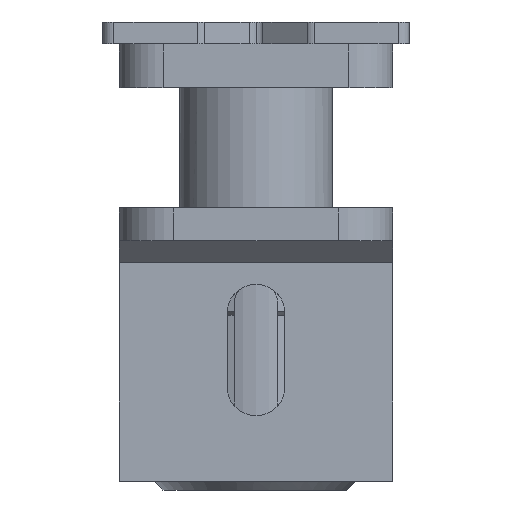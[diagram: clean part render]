
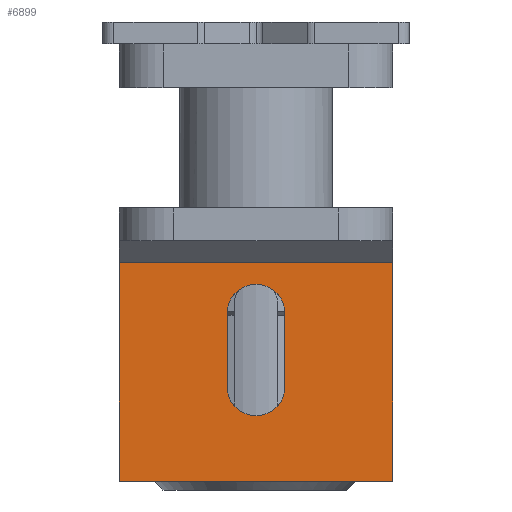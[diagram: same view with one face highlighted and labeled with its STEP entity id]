
A CAD part, front view. The second image highlights one B-rep face of the part: STEP entity #6899.
In plain terms, the highlighted planar face has unit normal (0, -1, 0).
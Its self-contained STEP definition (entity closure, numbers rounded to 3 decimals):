
#257 = DIRECTION ( 'NONE',  ( 0., 0., 1. ) ) ;
#393 = VERTEX_POINT ( 'NONE', #7296 ) ;
#458 = DIRECTION ( 'NONE',  ( 0., 0., 1. ) ) ;
#661 = ORIENTED_EDGE ( 'NONE', *, *, #8819, .F. ) ;
#782 = EDGE_CURVE ( 'NONE', #9896, #3584, #8125, .T. ) ;
#831 = CARTESIAN_POINT ( 'NONE',  ( -2.65, -15., -6.65 ) ) ;
#1134 = CARTESIAN_POINT ( 'NONE',  ( 2.65, -15., -6.65 ) ) ;
#1388 = VECTOR ( 'NONE', #3111, 1000. ) ;
#1703 = CARTESIAN_POINT ( 'NONE',  ( 12.5, -15., -22. ) ) ;
#1796 = CARTESIAN_POINT ( 'NONE',  ( 12.5, -15., -2. ) ) ;
#1986 = ORIENTED_EDGE ( 'NONE', *, *, #10487, .T. ) ;
#2203 = CARTESIAN_POINT ( 'NONE',  ( -12.5, -15., -22. ) ) ;
#2491 = DIRECTION ( 'NONE',  ( 0., 1., 0. ) ) ;
#2541 = EDGE_CURVE ( 'NONE', #3998, #9896, #4491, .T. ) ;
#2939 = EDGE_CURVE ( 'NONE', #6357, #4102, #5803, .T. ) ;
#2953 = PLANE ( 'NONE',  #4723 ) ;
#3028 = DIRECTION ( 'NONE',  ( 0., 1., 0. ) ) ;
#3079 = DIRECTION ( 'NONE',  ( 0., 0., 1. ) ) ;
#3111 = DIRECTION ( 'NONE',  ( -1., 0., 0. ) ) ;
#3202 = AXIS2_PLACEMENT_3D ( 'NONE', #4231, #8541, #257 ) ;
#3262 = AXIS2_PLACEMENT_3D ( 'NONE', #9040, #3028, #3079 ) ;
#3315 = ORIENTED_EDGE ( 'NONE', *, *, #3343, .T. ) ;
#3343 = EDGE_CURVE ( 'NONE', #9819, #393, #6007, .T. ) ;
#3453 = ORIENTED_EDGE ( 'NONE', *, *, #9569, .T. ) ;
#3458 = CARTESIAN_POINT ( 'NONE',  ( 12.5, -15., -22. ) ) ;
#3584 = VERTEX_POINT ( 'NONE', #7886 ) ;
#3600 = LINE ( 'NONE', #10335, #7742 ) ;
#3694 = VECTOR ( 'NONE', #7636, 1000. ) ;
#3936 = FACE_BOUND ( 'NONE', #6277, .T. ) ;
#3996 = CARTESIAN_POINT ( 'NONE',  ( 2.65, -15., -13.35 ) ) ;
#3998 = VERTEX_POINT ( 'NONE', #3996 ) ;
#4024 = VERTEX_POINT ( 'NONE', #5750 ) ;
#4102 = VERTEX_POINT ( 'NONE', #1796 ) ;
#4231 = CARTESIAN_POINT ( 'NONE',  ( 0., -15., -6.65 ) ) ;
#4491 = CIRCLE ( 'NONE', #3262, 2.65 ) ;
#4594 = FACE_OUTER_BOUND ( 'NONE', #9899, .T. ) ;
#4649 = DIRECTION ( 'NONE',  ( 0., 1., 0. ) ) ;
#4723 = AXIS2_PLACEMENT_3D ( 'NONE', #6650, #4649, #6447 ) ;
#5242 = EDGE_CURVE ( 'NONE', #3584, #9819, #3600, .T. ) ;
#5524 = CARTESIAN_POINT ( 'NONE',  ( -12.5, -15., -2. ) ) ;
#5750 = CARTESIAN_POINT ( 'NONE',  ( -12.5, -15., -2. ) ) ;
#5803 = LINE ( 'NONE', #1703, #6071 ) ;
#6007 = CIRCLE ( 'NONE', #3202, 2.65 ) ;
#6071 = VECTOR ( 'NONE', #10771, 1000. ) ;
#6155 = LINE ( 'NONE', #1134, #6978 ) ;
#6171 = DIRECTION ( 'NONE',  ( 0., 0., 1. ) ) ;
#6277 = EDGE_LOOP ( 'NONE', ( #3315, #1986, #9071, #10772, #9189 ) ) ;
#6357 = VERTEX_POINT ( 'NONE', #3458 ) ;
#6447 = DIRECTION ( 'NONE',  ( 0., 0., 1. ) ) ;
#6535 = DIRECTION ( 'NONE',  ( 0., 0., 1. ) ) ;
#6560 = AXIS2_PLACEMENT_3D ( 'NONE', #9823, #2491, #6535 ) ;
#6604 = VERTEX_POINT ( 'NONE', #2203 ) ;
#6650 = CARTESIAN_POINT ( 'NONE',  ( 12.5, -15., -22. ) ) ;
#6899 = ADVANCED_FACE ( 'NONE', ( #4594, #3936 ), #2953, .F. ) ;
#6978 = VECTOR ( 'NONE', #7788, 1000. ) ;
#6989 = CARTESIAN_POINT ( 'NONE',  ( 0., -15., -16. ) ) ;
#7141 = VECTOR ( 'NONE', #458, 1000. ) ;
#7296 = CARTESIAN_POINT ( 'NONE',  ( 2.65, -15., -6.65 ) ) ;
#7636 = DIRECTION ( 'NONE',  ( -1., 0., 0. ) ) ;
#7742 = VECTOR ( 'NONE', #6171, 1000. ) ;
#7788 = DIRECTION ( 'NONE',  ( 0., 0., -1. ) ) ;
#7886 = CARTESIAN_POINT ( 'NONE',  ( -2.65, -15., -13.35 ) ) ;
#7925 = LINE ( 'NONE', #9734, #7141 ) ;
#8125 = CIRCLE ( 'NONE', #6560, 2.65 ) ;
#8541 = DIRECTION ( 'NONE',  ( 0., 1., 0. ) ) ;
#8614 = LINE ( 'NONE', #9336, #3694 ) ;
#8819 = EDGE_CURVE ( 'NONE', #6357, #6604, #8614, .T. ) ;
#9040 = CARTESIAN_POINT ( 'NONE',  ( 0., -15., -13.35 ) ) ;
#9071 = ORIENTED_EDGE ( 'NONE', *, *, #2541, .T. ) ;
#9189 = ORIENTED_EDGE ( 'NONE', *, *, #5242, .T. ) ;
#9259 = ORIENTED_EDGE ( 'NONE', *, *, #9706, .F. ) ;
#9336 = CARTESIAN_POINT ( 'NONE',  ( 12.5, -15., -22. ) ) ;
#9569 = EDGE_CURVE ( 'NONE', #4102, #4024, #10503, .T. ) ;
#9706 = EDGE_CURVE ( 'NONE', #6604, #4024, #7925, .T. ) ;
#9734 = CARTESIAN_POINT ( 'NONE',  ( -12.5, -15., -22. ) ) ;
#9819 = VERTEX_POINT ( 'NONE', #831 ) ;
#9823 = CARTESIAN_POINT ( 'NONE',  ( 0., -15., -13.35 ) ) ;
#9896 = VERTEX_POINT ( 'NONE', #6989 ) ;
#9899 = EDGE_LOOP ( 'NONE', ( #9926, #3453, #9259, #661 ) ) ;
#9926 = ORIENTED_EDGE ( 'NONE', *, *, #2939, .T. ) ;
#10335 = CARTESIAN_POINT ( 'NONE',  ( -2.65, -15., -6.65 ) ) ;
#10487 = EDGE_CURVE ( 'NONE', #393, #3998, #6155, .T. ) ;
#10503 = LINE ( 'NONE', #5524, #1388 ) ;
#10771 = DIRECTION ( 'NONE',  ( 0., 0., 1. ) ) ;
#10772 = ORIENTED_EDGE ( 'NONE', *, *, #782, .T. ) ;
